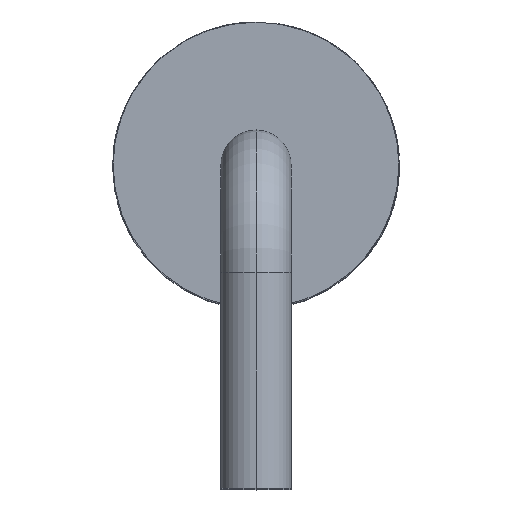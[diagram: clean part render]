
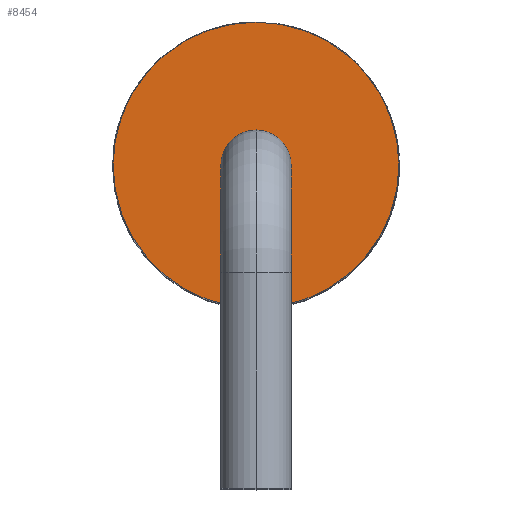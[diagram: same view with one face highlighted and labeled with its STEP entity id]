
A CAD part, top view. The second image highlights one B-rep face of the part: STEP entity #8454.
In plain terms, the highlighted planar face has unit normal (0, 0, 1).
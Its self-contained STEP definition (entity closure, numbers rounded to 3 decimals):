
#181 = DIRECTION ( 'NONE',  ( -1., 0., 0. ) ) ;
#198 = VERTEX_POINT ( 'NONE', #8913 ) ;
#263 = EDGE_CURVE ( 'NONE', #198, #3154, #4005, .T. ) ;
#395 = FACE_OUTER_BOUND ( 'NONE', #3757, .T. ) ;
#811 = CARTESIAN_POINT ( 'NONE',  ( 0., 4.5, 4.55 ) ) ;
#941 = CARTESIAN_POINT ( 'NONE',  ( 0., 4.5, 4.55 ) ) ;
#988 = EDGE_CURVE ( 'NONE', #3154, #198, #6863, .T. ) ;
#1050 = DIRECTION ( 'NONE',  ( -1., 0., 0. ) ) ;
#1287 = AXIS2_PLACEMENT_3D ( 'NONE', #811, #5593, #1050 ) ;
#1531 = DIRECTION ( 'NONE',  ( 0., 0., -1. ) ) ;
#2631 = AXIS2_PLACEMENT_3D ( 'NONE', #7484, #1531, #3125 ) ;
#3125 = DIRECTION ( 'NONE',  ( -1., 0., 0. ) ) ;
#3154 = VERTEX_POINT ( 'NONE', #4928 ) ;
#3286 = AXIS2_PLACEMENT_3D ( 'NONE', #941, #5483, #181 ) ;
#3390 = ORIENTED_EDGE ( 'NONE', *, *, #988, .F. ) ;
#3757 = EDGE_LOOP ( 'NONE', ( #8406, #3390 ) ) ;
#4005 = CIRCLE ( 'NONE', #2631, 2.65 ) ;
#4823 = PLANE ( 'NONE',  #1287 ) ;
#4928 = CARTESIAN_POINT ( 'NONE',  ( -2.65, 4.5, 4.55 ) ) ;
#5483 = DIRECTION ( 'NONE',  ( 0., 0., -1. ) ) ;
#5593 = DIRECTION ( 'NONE',  ( 0., 0., -1. ) ) ;
#6863 = CIRCLE ( 'NONE', #3286, 2.65 ) ;
#7484 = CARTESIAN_POINT ( 'NONE',  ( 0., 4.5, 4.55 ) ) ;
#8406 = ORIENTED_EDGE ( 'NONE', *, *, #263, .F. ) ;
#8454 = ADVANCED_FACE ( 'NONE', ( #395 ), #4823, .F. ) ;
#8913 = CARTESIAN_POINT ( 'NONE',  ( 2.65, 4.5, 4.55 ) ) ;
